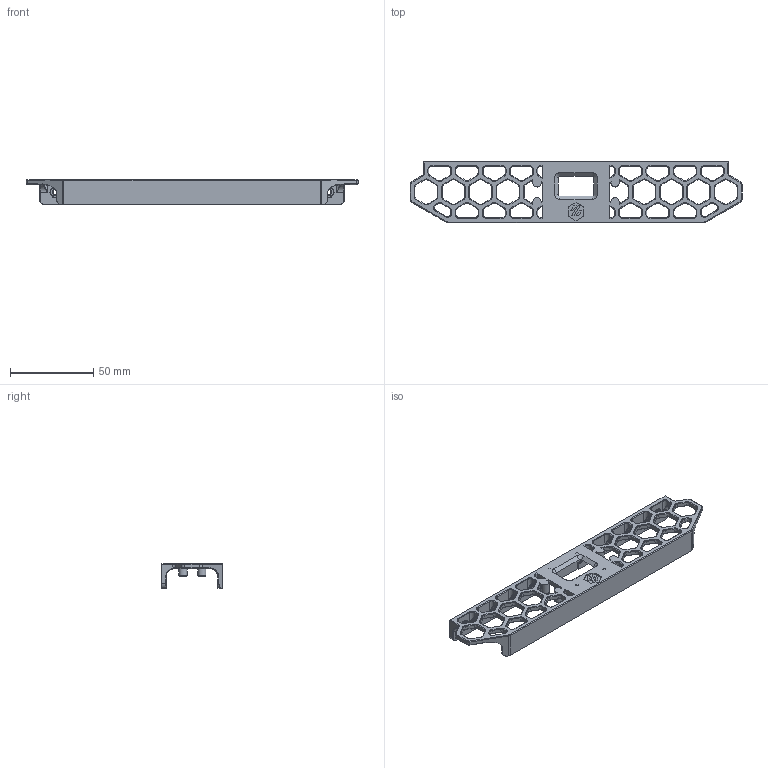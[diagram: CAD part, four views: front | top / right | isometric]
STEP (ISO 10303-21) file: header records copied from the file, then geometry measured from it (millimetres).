
FILE_DESCRIPTION(/* description */ (''),/* implementation_level */ '2;1');
FILE_NAME(/* name */ 'Skirt_OLED.stp',/* time_stamp */ '2023-10-06T14:54:03-05:00',/* author */ ('keith'),/* organization */ (''),/* preprocessor_version */ 'ST-DEVELOPER v18.1',/* originating_system */ 'Autodesk Inventor 2022',/* authorisation */ '');
FILE_SCHEMA (('AUTOMOTIVE_DESIGN { 1 0 10303 214 3 1 1 }'));
Products named in the file (1): Skirt_OLED_VORON_LOGO
Bounding box: 200 x 37 x 15 mm (x, y, z)
Volume: 22767.3 mm3; surface area: 21374.4 mm2
Topology: 1 solids, 1 shells, 1112 faces, 2732 edges, 1588 vertices
Faces by surface type: plane 514, cone 310, cylinder 210, bspline 78
Full cylindrical faces by diameter (mm): 1.9 x8, 3.4 x2, 5 x4, 6.2 x2
Entity records: 51441 total; most frequent: CARTESIAN_POINT 24362, ORIENTED_EDGE 5400, DIRECTION 5352, EDGE_CURVE 2700, LINE 1798, VECTOR 1798, AXIS2_PLACEMENT_3D 1777, VERTEX_POINT 1588
